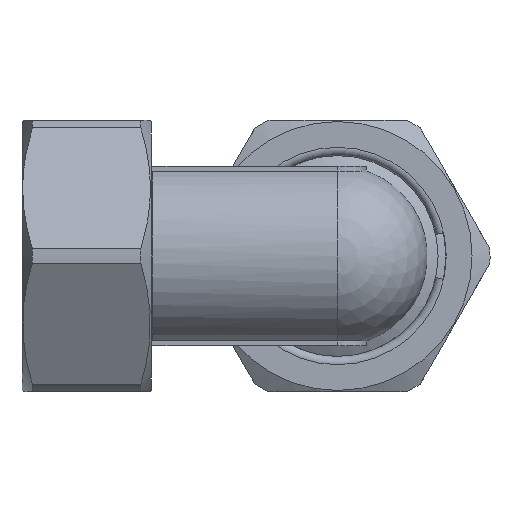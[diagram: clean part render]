
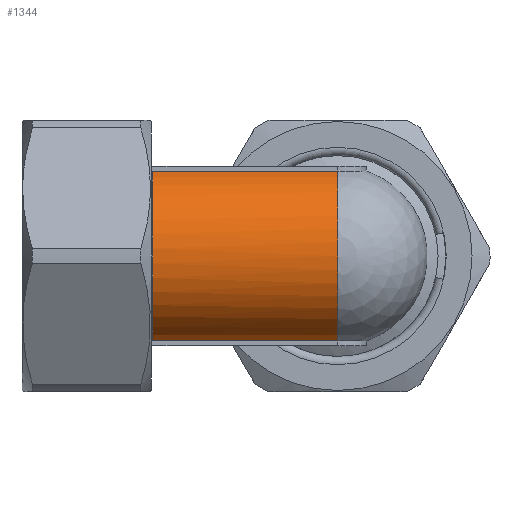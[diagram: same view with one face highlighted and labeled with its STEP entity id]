
A CAD part, front view. The second image highlights one B-rep face of the part: STEP entity #1344.
In plain terms, the highlighted cylindrical face has radius 12.5 mm (diameter 25 mm), a partial arc.
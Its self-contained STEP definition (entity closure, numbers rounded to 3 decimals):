
#140=LINE('',#3274,#186);
#150=LINE('',#3294,#196);
#186=VECTOR('',#1856,1000.);
#196=VECTOR('',#1872,1000.);
#239=CYLINDRICAL_SURFACE('',#1579,12.5);
#434=ORIENTED_EDGE('',*,*,#681,.T.);
#435=ORIENTED_EDGE('',*,*,#704,.F.);
#436=ORIENTED_EDGE('',*,*,#691,.F.);
#437=ORIENTED_EDGE('',*,*,#667,.T.);
#667=EDGE_CURVE('',#828,#827,#938,.T.);
#681=EDGE_CURVE('',#827,#841,#140,.T.);
#691=EDGE_CURVE('',#828,#848,#150,.T.);
#704=EDGE_CURVE('',#848,#841,#954,.T.);
#827=VERTEX_POINT('',#3230);
#828=VERTEX_POINT('',#3232);
#841=VERTEX_POINT('',#3275);
#848=VERTEX_POINT('',#3295);
#938=CIRCLE('',#1548,12.5);
#954=CIRCLE('',#1580,12.5);
#1058=EDGE_LOOP('',(#434,#435,#436,#437));
#1196=FACE_BOUND('',#1058,.T.);
#1344=ADVANCED_FACE('',(#1196),#239,.T.);
#1548=AXIS2_PLACEMENT_3D('',#3231,#1826,#1827);
#1579=AXIS2_PLACEMENT_3D('',#3319,#1904,#1905);
#1580=AXIS2_PLACEMENT_3D('',#3320,#1906,#1907);
#1826=DIRECTION('',(1.,0.,0.));
#1827=DIRECTION('',(0.,-1.,0.));
#1856=DIRECTION('',(1.,0.,0.));
#1872=DIRECTION('',(1.,0.,0.));
#1904=DIRECTION('',(1.,0.,0.));
#1905=DIRECTION('',(0.,-1.,0.));
#1906=DIRECTION('',(1.,0.,0.));
#1907=DIRECTION('',(0.,-1.,0.));
#3230=CARTESIAN_POINT('',(7.2,-4.,-11.843));
#3231=CARTESIAN_POINT('',(7.2,0.,0.));
#3232=CARTESIAN_POINT('',(7.2,-4.,11.843));
#3274=CARTESIAN_POINT('',(14.434,-4.,-11.843));
#3275=CARTESIAN_POINT('',(33.,-4.,-11.843));
#3294=CARTESIAN_POINT('',(14.434,-4.,11.843));
#3295=CARTESIAN_POINT('',(33.,-4.,11.843));
#3319=CARTESIAN_POINT('',(7.434,0.,0.));
#3320=CARTESIAN_POINT('',(33.,0.,0.));
